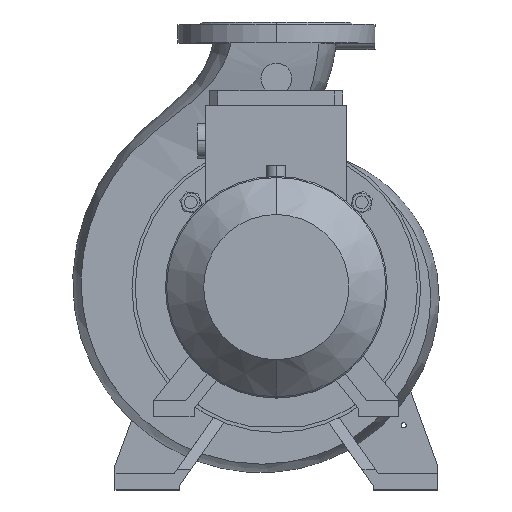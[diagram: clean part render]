
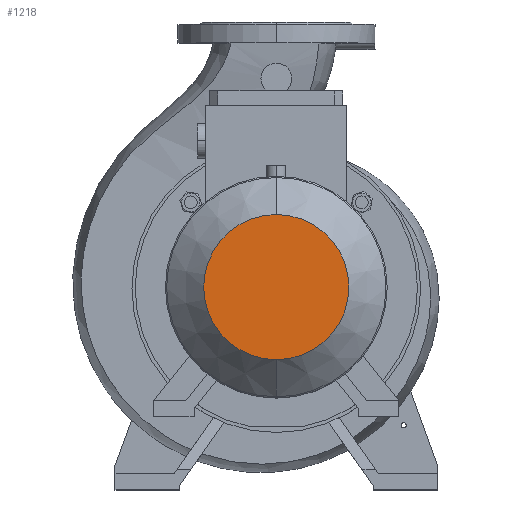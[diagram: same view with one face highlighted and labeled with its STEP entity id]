
A CAD part, top view. The second image highlights one B-rep face of the part: STEP entity #1218.
In plain terms, the highlighted planar face has unit normal (0, 0, 1).
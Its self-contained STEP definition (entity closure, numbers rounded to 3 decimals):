
#1218 = ADVANCED_FACE ( 'NONE', ( #4850 ), #51158, .T. ) ;
#3939 = EDGE_CURVE ( 'NONE', #48816, #41867, #29003, .T. ) ;
#4850 = FACE_OUTER_BOUND ( 'NONE', #29304, .T. ) ;
#9112 = DIRECTION ( 'NONE',  ( 0., -1., 0. ) ) ;
#11809 = AXIS2_PLACEMENT_3D ( 'NONE', #19090, #35525, #9112 ) ;
#12756 = AXIS2_PLACEMENT_3D ( 'NONE', #15269, #57066, #41005 ) ;
#15228 = DIRECTION ( 'NONE',  ( 0., 1., 0. ) ) ;
#15269 = CARTESIAN_POINT ( 'NONE',  ( 0., 0., 814. ) ) ;
#19090 = CARTESIAN_POINT ( 'NONE',  ( 0., 0., 814. ) ) ;
#29003 = CIRCLE ( 'NONE', #12756, 90. ) ;
#29304 = EDGE_LOOP ( 'NONE', ( #60426, #68214 ) ) ;
#33082 = CARTESIAN_POINT ( 'NONE',  ( 0., -90., 814. ) ) ;
#35525 = DIRECTION ( 'NONE',  ( 0., 0., 1. ) ) ;
#37877 = AXIS2_PLACEMENT_3D ( 'NONE', #40950, #57464, #15228 ) ;
#40950 = CARTESIAN_POINT ( 'NONE',  ( 0., 0., 814. ) ) ;
#41005 = DIRECTION ( 'NONE',  ( 0., 1., 0. ) ) ;
#41867 = VERTEX_POINT ( 'NONE', #33082 ) ;
#46621 = EDGE_CURVE ( 'NONE', #41867, #48816, #67312, .T. ) ;
#48265 = CARTESIAN_POINT ( 'NONE',  ( 0., 90., 814. ) ) ;
#48816 = VERTEX_POINT ( 'NONE', #48265 ) ;
#51158 = PLANE ( 'NONE',  #11809 ) ;
#57066 = DIRECTION ( 'NONE',  ( 0., 0., -1. ) ) ;
#57464 = DIRECTION ( 'NONE',  ( 0., 0., -1. ) ) ;
#60426 = ORIENTED_EDGE ( 'NONE', *, *, #3939, .F. ) ;
#67312 = CIRCLE ( 'NONE', #37877, 90. ) ;
#68214 = ORIENTED_EDGE ( 'NONE', *, *, #46621, .F. ) ;
